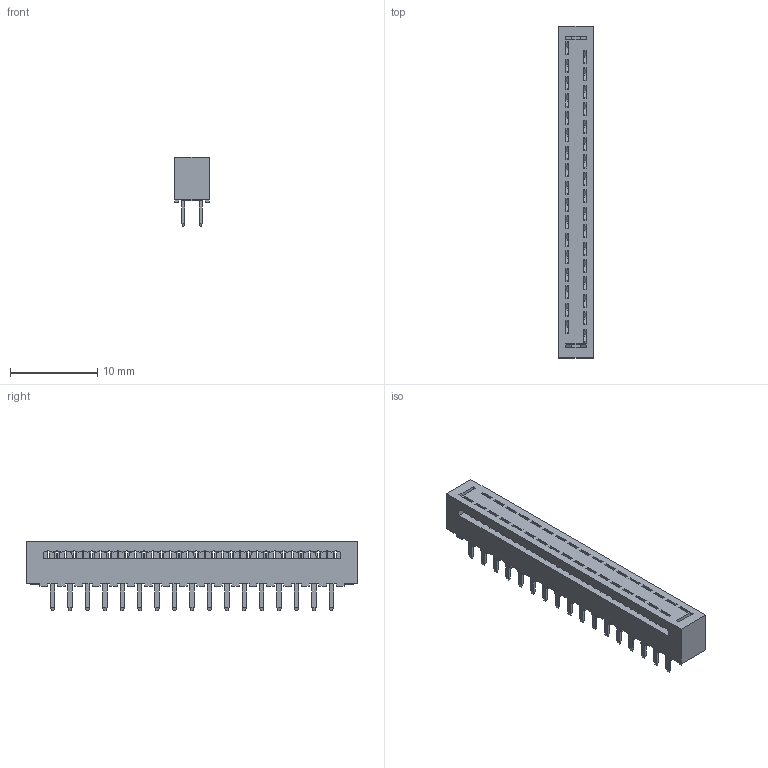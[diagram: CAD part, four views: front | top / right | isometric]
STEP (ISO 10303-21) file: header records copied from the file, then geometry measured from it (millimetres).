
FILE_DESCRIPTION(/* description */ ('Unknown'),/* implementation_level */ '2;1');
FILE_NAME(/* name */ 'J_Wurth_WR-BHD_62503422323',/* time_stamp */ '2025-05-19T15:46:05+08:00',/* author */ ('Unknown'),/* organization */ ('Unknown'),/* preprocessor_version */ 'ST-DEVELOPER v19.4',/* originating_system */ 'Solid Edge',/* authorisation */ 'Unknown');
FILE_SCHEMA (('AUTOMOTIVE_DESIGN {1 0 10303 214 3 1 1}'));
Length unit declared in the file: millimetre
Products named in the file (2): J_Wurth_WR-BHD_62503422323
Assembly tree (1 placements, depth 2):
  J_Wurth_WR-BHD_62503422323
    J_Wurth_WR-BHD_62503422323
Bounding box: 4 x 38.1 x 8 mm (x, y, z)
Volume: 641.8 mm3; surface area: 1452.7 mm2
Topology: 1 solids, 1 shells, 1051 faces, 3304 edges, 2105 vertices
Faces by surface type: plane 983, cylinder 68
Entity records: 43904 total; most frequent: ORIENTED_EDGE 6608, CARTESIAN_POINT 6462, DIRECTION 5879, EDGE_CURVE 3304, LINE 2835, VECTOR 2835, VERTEX_POINT 2105, AXIS2_PLACEMENT_3D 1522
